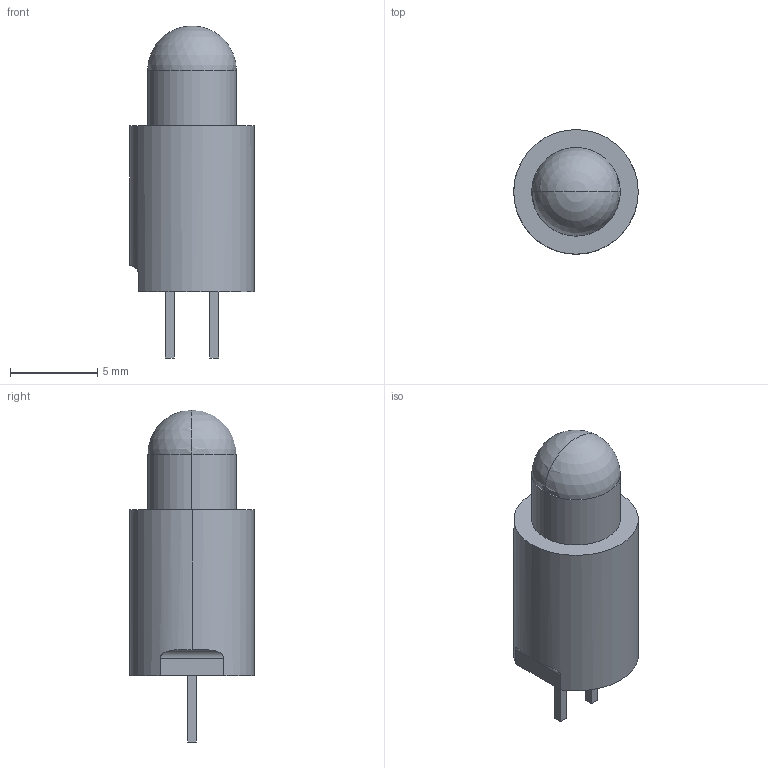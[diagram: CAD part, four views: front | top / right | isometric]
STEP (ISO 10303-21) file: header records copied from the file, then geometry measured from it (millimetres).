
FILE_DESCRIPTION((''),'2;1');
FILE_NAME('LED_DIALIGHT_561-2201-060F.stp','2012-02-14T10:57:28',(''),(''),'Mechanical Desktop 2011','Mechanical Desktop 2011',', , ');
FILE_SCHEMA(('AUTOMOTIVE_DESIGN { 1 2 10303 214 1 1 1 1 }'));
Length unit declared in the file: millimetre
Products named in the file (1): Product
Bounding box: 7.14 x 7.14 x 19.04 mm (x, y, z)
Volume: 514.7 mm3; surface area: 481.6 mm2
Topology: 5 solids, 5 shells, 24 faces, 48 edges, 30 vertices
Faces by surface type: plane 17, cylinder 5, sphere 2
Entity records: 679 total; most frequent: CARTESIAN_POINT 133, DIRECTION 102, ORIENTED_EDGE 88, EDGE_CURVE 44, AXIS2_PLACEMENT_3D 35, VECTOR 32, LINE 32, VERTEX_POINT 30
